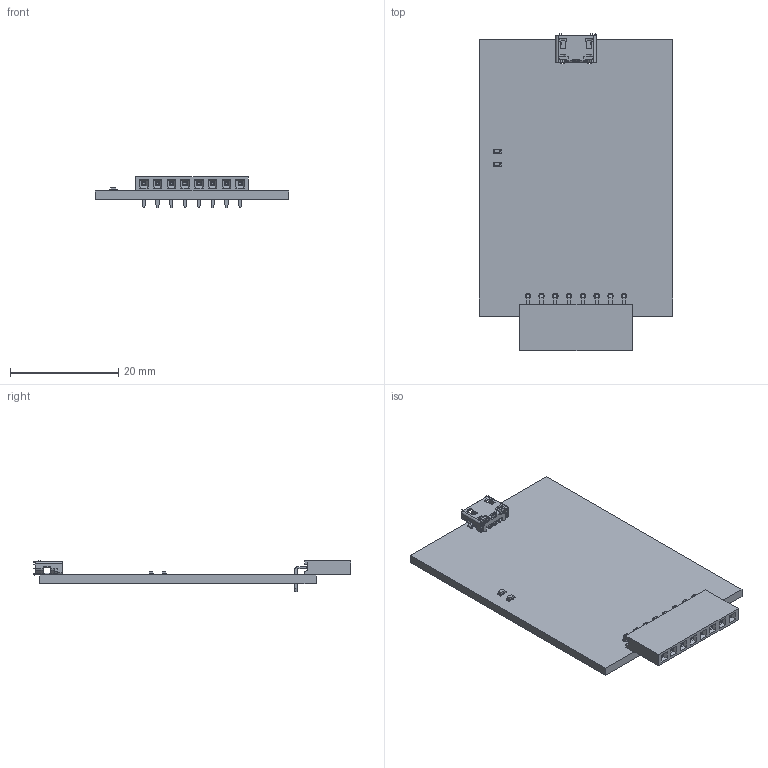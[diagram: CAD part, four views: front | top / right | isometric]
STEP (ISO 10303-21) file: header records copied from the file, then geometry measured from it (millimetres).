
FILE_DESCRIPTION(('KiCad electronic assembly'),'2;1');
FILE_NAME('Snap.STEP','2024-03-19T22:18:03',('Pcbnew'),('Kicad'), 'Open CASCADE STEP processor 7.7','KiCad to STEP converter','Unknown' );
FILE_SCHEMA(('AUTOMOTIVE_DESIGN { 1 0 10303 214 1 1 1 1 }'));
Length unit declared in the file: millimetre
Products named in the file (8): Snap 1; LED_0603_WS; User Library-LED_0603_WS; HDF-TH-1x8x2.54R; _ _ _C081LGBN-RC; 10118194-xx1xLF; A4A0505-C-XX-R; wdwq_PCB
Assembly tree (8 placements, depth 3):
  Snap 1
    LED_0603_WS  x2
      User Library-LED_0603_WS
    HDF-TH-1x8x2.54R
      _ _ _C081LGBN-RC
    10118194-xx1xLF
      A4A0505-C-XX-R
    wdwq_PCB
Bounding box: 35.6 x 58.55 x 5.81 mm (x, y, z)
Volume: 3278.4 mm3; surface area: 5436.8 mm2
Topology: 20 solids, 39 shells, 1544 faces, 4334 edges, 2823 vertices
Faces by surface type: plane 1056, cylinder 446, cone 14, bspline 10, extrusion 10, torus 4, sphere 4
Full cylindrical faces by diameter (mm): 1 x8
Entity records: 53155 total; most frequent: CARTESIAN_POINT 11473, ORIENTED_EDGE 8342, DIRECTION 7510, EDGE_CURVE 4220, VECTOR 3154, LINE 3144, VERTEX_POINT 2753, AXIS2_PLACEMENT_3D 2178
